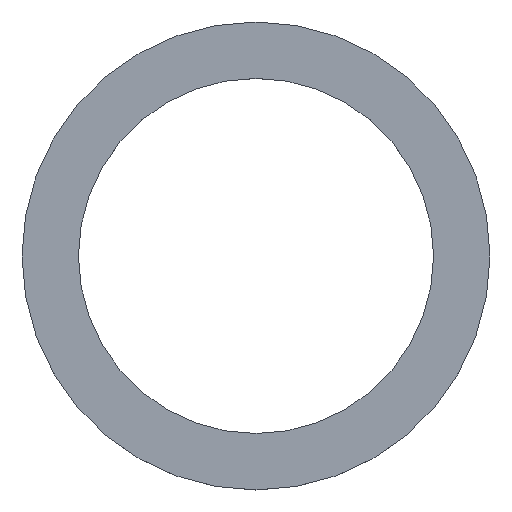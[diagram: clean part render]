
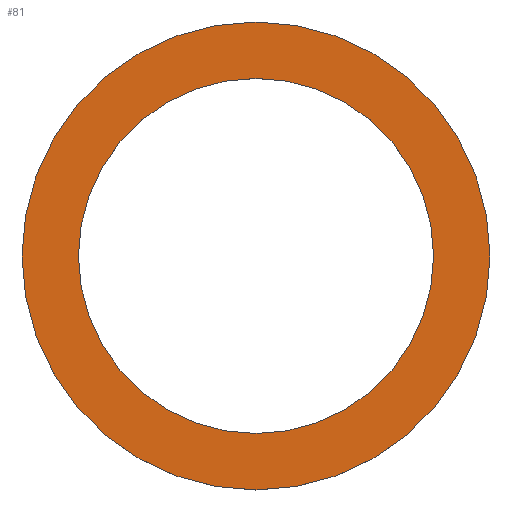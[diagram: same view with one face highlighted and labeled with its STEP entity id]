
A CAD part, top view. The second image highlights one B-rep face of the part: STEP entity #81.
In plain terms, the highlighted planar face has unit normal (0, 0, 1).
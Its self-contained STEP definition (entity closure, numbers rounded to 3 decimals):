
#16=FACE_BOUND('',#28,.T.);
#18=PLANE('',#108);
#22=FACE_OUTER_BOUND('',#27,.T.);
#27=EDGE_LOOP('',(#68));
#28=EDGE_LOOP('',(#69));
#40=CIRCLE('',#104,36.9);
#41=CIRCLE('',#106,28.);
#46=VERTEX_POINT('',#145);
#47=VERTEX_POINT('',#149);
#53=EDGE_CURVE('',#46,#46,#40,.T.);
#54=EDGE_CURVE('',#47,#47,#41,.T.);
#68=ORIENTED_EDGE('',*,*,#53,.T.);
#69=ORIENTED_EDGE('',*,*,#54,.F.);
#81=ADVANCED_FACE('',(#22,#16),#18,.T.);
#104=AXIS2_PLACEMENT_3D('',#147,#121,#122);
#106=AXIS2_PLACEMENT_3D('',#150,#125,#126);
#108=AXIS2_PLACEMENT_3D('',#154,#130,#131);
#121=DIRECTION('center_axis',(0.,0.,1.));
#122=DIRECTION('ref_axis',(1.,0.,0.));
#125=DIRECTION('center_axis',(0.,0.,1.));
#126=DIRECTION('ref_axis',(1.,0.,0.));
#130=DIRECTION('center_axis',(0.,0.,1.));
#131=DIRECTION('ref_axis',(1.,0.,0.));
#145=CARTESIAN_POINT('',(36.9,0.,2.9));
#147=CARTESIAN_POINT('Origin',(0.,0.,2.9));
#149=CARTESIAN_POINT('',(28.,0.,2.9));
#150=CARTESIAN_POINT('Origin',(0.,0.,2.9));
#154=CARTESIAN_POINT('Origin',(0.,0.,2.9));
